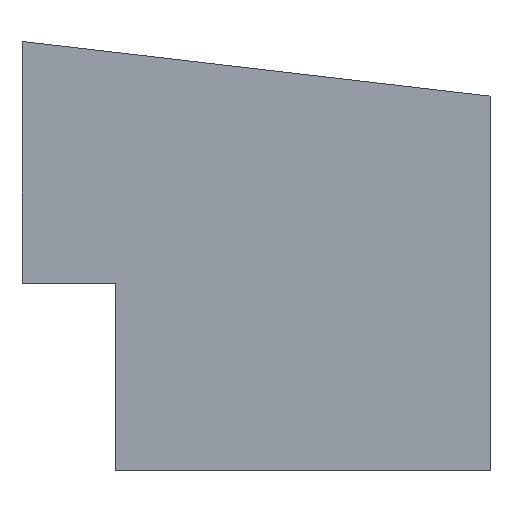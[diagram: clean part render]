
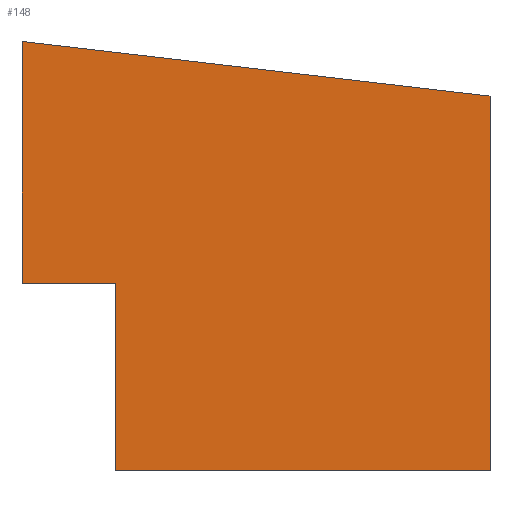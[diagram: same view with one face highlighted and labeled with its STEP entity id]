
A CAD part, left-side view. The second image highlights one B-rep face of the part: STEP entity #148.
In plain terms, the highlighted planar face has unit normal (-1, 0, 0).
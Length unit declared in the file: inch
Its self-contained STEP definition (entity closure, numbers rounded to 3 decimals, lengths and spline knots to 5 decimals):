
#22=FACE_OUTER_BOUND('',#30,.T.);
#30=EDGE_LOOP('',(#127,#128,#129,#130,#131,#132));
#38=LINE('',#225,#56);
#41=LINE('',#230,#59);
#42=LINE('',#233,#60);
#45=LINE('',#238,#63);
#46=LINE('',#241,#64);
#48=LINE('',#244,#66);
#56=VECTOR('',#184,0.3937);
#59=VECTOR('',#189,0.3937);
#60=VECTOR('',#192,0.3937);
#63=VECTOR('',#197,0.3937);
#64=VECTOR('',#200,0.3937);
#66=VECTOR('',#204,0.3937);
#73=VERTEX_POINT('',#222);
#74=VERTEX_POINT('',#224);
#75=VERTEX_POINT('',#228);
#76=VERTEX_POINT('',#232);
#77=VERTEX_POINT('',#236);
#78=VERTEX_POINT('',#240);
#86=EDGE_CURVE('',#73,#74,#38,.T.);
#89=EDGE_CURVE('',#75,#73,#41,.T.);
#90=EDGE_CURVE('',#74,#76,#42,.T.);
#93=EDGE_CURVE('',#77,#75,#45,.T.);
#94=EDGE_CURVE('',#76,#78,#46,.T.);
#96=EDGE_CURVE('',#78,#77,#48,.T.);
#127=ORIENTED_EDGE('',*,*,#90,.F.);
#128=ORIENTED_EDGE('',*,*,#86,.F.);
#129=ORIENTED_EDGE('',*,*,#89,.F.);
#130=ORIENTED_EDGE('',*,*,#93,.F.);
#131=ORIENTED_EDGE('',*,*,#96,.F.);
#132=ORIENTED_EDGE('',*,*,#94,.F.);
#140=PLANE('',#170);
#148=ADVANCED_FACE('',(#22),#140,.T.);
#170=AXIS2_PLACEMENT_3D('',#245,#205,#206);
#184=DIRECTION('',(0.,0.,1.));
#189=DIRECTION('',(0.,1.,0.));
#192=DIRECTION('',(0.,1.,0.));
#197=DIRECTION('',(0.,0.,-1.));
#200=DIRECTION('',(0.,0.,1.));
#204=DIRECTION('',(0.,-0.993,-0.116));
#205=DIRECTION('center_axis',(-1.,0.,0.));
#206=DIRECTION('ref_axis',(0.,0.,1.));
#222=CARTESIAN_POINT('',(-63.81973,1.5,-6.25));
#224=CARTESIAN_POINT('',(-63.81973,1.5,-3.25));
#225=CARTESIAN_POINT('',(-63.81973,1.5,-3.03125));
#228=CARTESIAN_POINT('',(-63.81973,-4.5,-6.25));
#230=CARTESIAN_POINT('',(-63.81973,0.375,-6.25));
#232=CARTESIAN_POINT('',(-63.81973,3.,-3.25));
#233=CARTESIAN_POINT('',(-63.81973,1.125,-3.25));
#236=CARTESIAN_POINT('',(-63.81973,-4.5,-0.25));
#238=CARTESIAN_POINT('',(-63.81973,-4.5,-4.53125));
#240=CARTESIAN_POINT('',(-63.81973,3.,0.625));
#241=CARTESIAN_POINT('',(-63.81973,3.,-1.09375));
#244=CARTESIAN_POINT('',(-63.81973,-2.79765,-0.05139));
#245=CARTESIAN_POINT('Origin',(-63.81973,-0.75,-2.8125));
